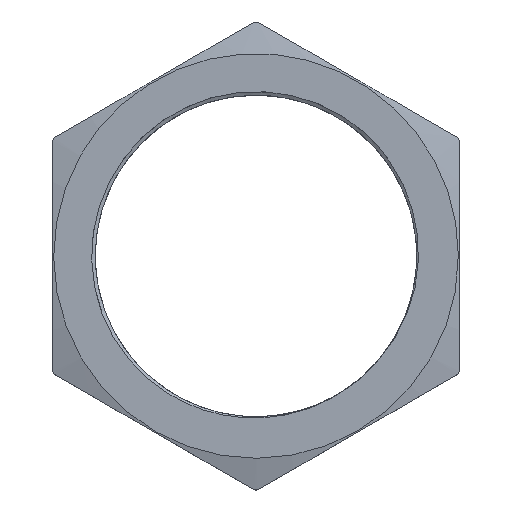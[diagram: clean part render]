
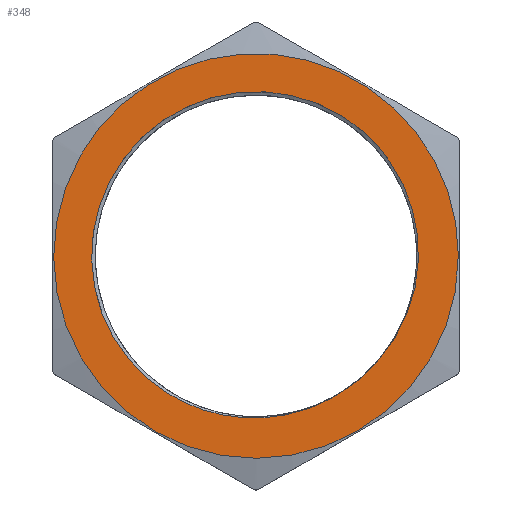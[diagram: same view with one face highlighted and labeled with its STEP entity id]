
A CAD part, top view. The second image highlights one B-rep face of the part: STEP entity #348.
In plain terms, the highlighted planar face has unit normal (0, 0, 1).
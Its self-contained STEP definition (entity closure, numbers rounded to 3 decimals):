
#18=FACE_BOUND('',#134,.T.);
#64=PLANE('',#392);
#66=CIRCLE('',#359,35.589);
#67=CIRCLE('',#361,36.35);
#69=CIRCLE('',#370,44.75);
#110=FACE_OUTER_BOUND('',#133,.T.);
#133=EDGE_LOOP('',(#322));
#134=EDGE_LOOP('',(#323,#324,#325,#326));
#137=B_SPLINE_CURVE_WITH_KNOTS('',3,(#855,#856,#857,#858,#859,#860,#861,
#862,#863,#864,#865,#866,#867,#868,#869,#870),.UNSPECIFIED.,.F.,.F.,(4,
3,3,3,3,4),(-5.576,-5.334,-3.568,-1.789,
-0.298,0.),.UNSPECIFIED.);
#142=B_SPLINE_CURVE_WITH_KNOTS('',3,(#1510,#1511,#1512,#1513,#1514,#1515,
#1516,#1517,#1518,#1519,#1520,#1521,#1522,#1523,#1524,#1525,#1526,#1527,
#1528),.UNSPECIFIED.,.F.,.F.,(4,3,3,3,3,3,4),(-5.573,-5.327,
-3.815,-3.54,-1.763,-0.274,
0.),.UNSPECIFIED.);
#145=VERTEX_POINT('',#785);
#146=VERTEX_POINT('',#854);
#148=VERTEX_POINT('',#942);
#150=VERTEX_POINT('',#1313);
#175=VERTEX_POINT('',#1611);
#179=EDGE_CURVE('',#145,#146,#137,.T.);
#183=EDGE_CURVE('',#148,#145,#66,.T.);
#186=EDGE_CURVE('',#150,#148,#142,.T.);
#187=EDGE_CURVE('',#150,#146,#67,.T.);
#213=EDGE_CURVE('',#175,#175,#69,.T.);
#322=ORIENTED_EDGE('',*,*,#213,.F.);
#323=ORIENTED_EDGE('',*,*,#187,.T.);
#324=ORIENTED_EDGE('',*,*,#179,.F.);
#325=ORIENTED_EDGE('',*,*,#183,.F.);
#326=ORIENTED_EDGE('',*,*,#186,.F.);
#348=ADVANCED_FACE('',(#110,#18),#64,.T.);
#359=AXIS2_PLACEMENT_3D('',#1011,#399,#400);
#361=AXIS2_PLACEMENT_3D('',#1530,#403,#404);
#370=AXIS2_PLACEMENT_3D('',#1612,#433,#434);
#392=AXIS2_PLACEMENT_3D('',#1635,#477,#478);
#399=DIRECTION('center_axis',(0.,0.,1.));
#400=DIRECTION('ref_axis',(-1.,0.,0.));
#403=DIRECTION('center_axis',(0.,0.,-1.));
#404=DIRECTION('ref_axis',(-1.,0.,0.));
#433=DIRECTION('center_axis',(0.,0.,-1.));
#434=DIRECTION('ref_axis',(-1.,0.,0.));
#477=DIRECTION('center_axis',(0.,0.,1.));
#478=DIRECTION('ref_axis',(1.,0.,0.));
#785=CARTESIAN_POINT('',(27.351,-22.771,9.2));
#854=CARTESIAN_POINT('',(23.977,27.321,9.2));
#855=CARTESIAN_POINT('Ctrl Pts',(27.352,-22.771,9.2));
#856=CARTESIAN_POINT('Ctrl Pts',(27.876,-22.161,9.2));
#857=CARTESIAN_POINT('Ctrl Pts',(28.378,-21.534,9.2));
#858=CARTESIAN_POINT('Ctrl Pts',(28.857,-20.891,9.2));
#859=CARTESIAN_POINT('Ctrl Pts',(32.364,-16.186,9.2));
#860=CARTESIAN_POINT('Ctrl Pts',(34.681,-10.595,9.2));
#861=CARTESIAN_POINT('Ctrl Pts',(35.545,-4.801,9.2));
#862=CARTESIAN_POINT('Ctrl Pts',(36.415,1.032,9.2));
#863=CARTESIAN_POINT('Ctrl Pts',(35.813,7.101,9.2));
#864=CARTESIAN_POINT('Ctrl Pts',(33.82,12.657,9.2));
#865=CARTESIAN_POINT('Ctrl Pts',(32.148,17.316,9.2));
#866=CARTESIAN_POINT('Ctrl Pts',(29.495,21.626,9.2));
#867=CARTESIAN_POINT('Ctrl Pts',(26.103,25.237,9.2));
#868=CARTESIAN_POINT('Ctrl Pts',(25.425,25.959,9.2));
#869=CARTESIAN_POINT('Ctrl Pts',(24.716,26.655,9.2));
#870=CARTESIAN_POINT('Ctrl Pts',(23.977,27.321,9.2));
#942=CARTESIAN_POINT('',(16.896,-31.323,9.2));
#1011=CARTESIAN_POINT('Origin',(0.,0.,9.2));
#1313=CARTESIAN_POINT('',(-31.532,-18.084,9.2));
#1510=CARTESIAN_POINT('Ctrl Pts',(-31.533,-18.085,9.2));
#1511=CARTESIAN_POINT('Ctrl Pts',(-31.116,-18.792,9.2));
#1512=CARTESIAN_POINT('Ctrl Pts',(-30.676,-19.483,9.2));
#1513=CARTESIAN_POINT('Ctrl Pts',(-30.213,-20.157,9.2));
#1514=CARTESIAN_POINT('Ctrl Pts',(-27.366,-24.301,9.2));
#1515=CARTESIAN_POINT('Ctrl Pts',(-23.64,-27.841,9.2));
#1516=CARTESIAN_POINT('Ctrl Pts',(-19.368,-30.48,9.2));
#1517=CARTESIAN_POINT('Ctrl Pts',(-18.589,-30.961,9.2));
#1518=CARTESIAN_POINT('Ctrl Pts',(-17.793,-31.412,9.2));
#1519=CARTESIAN_POINT('Ctrl Pts',(-16.981,-31.831,9.2));
#1520=CARTESIAN_POINT('Ctrl Pts',(-11.745,-34.533,9.2));
#1521=CARTESIAN_POINT('Ctrl Pts',(-5.814,-35.93,9.2));
#1522=CARTESIAN_POINT('Ctrl Pts',(0.083,-35.834,
9.2));
#1523=CARTESIAN_POINT('Ctrl Pts',(5.029,-35.755,9.2));
#1524=CARTESIAN_POINT('Ctrl Pts',(9.961,-34.627,9.2));
#1525=CARTESIAN_POINT('Ctrl Pts',(14.46,-32.559,9.2));
#1526=CARTESIAN_POINT('Ctrl Pts',(15.286,-32.179,9.2));
#1527=CARTESIAN_POINT('Ctrl Pts',(16.099,-31.767,9.2));
#1528=CARTESIAN_POINT('Ctrl Pts',(16.896,-31.323,9.2));
#1530=CARTESIAN_POINT('Origin',(0.,0.,9.2));
#1611=CARTESIAN_POINT('',(44.75,0.,9.2));
#1612=CARTESIAN_POINT('Origin',(0.,0.,9.2));
#1635=CARTESIAN_POINT('Origin',(44.816,-25.875,9.2));
